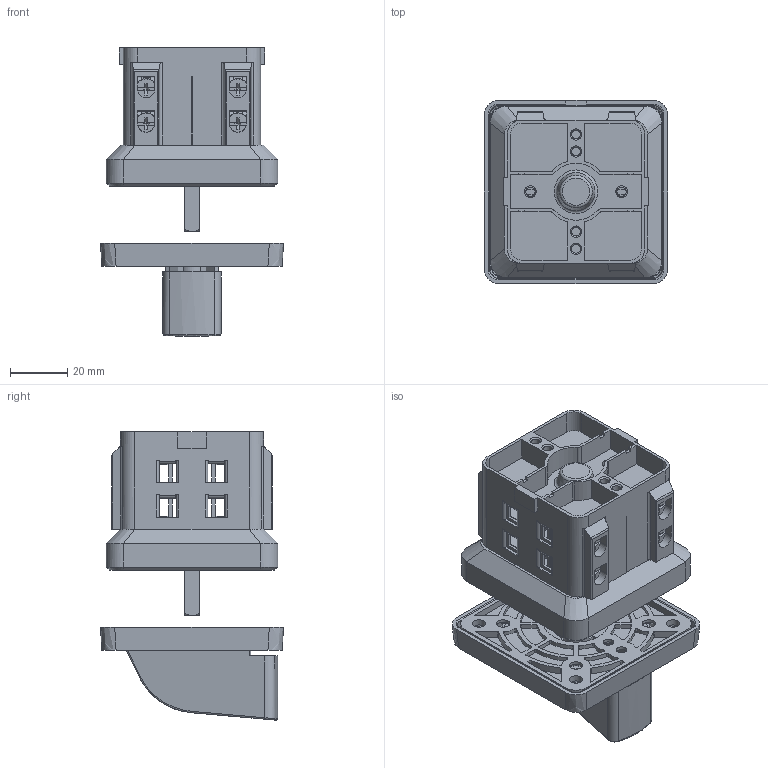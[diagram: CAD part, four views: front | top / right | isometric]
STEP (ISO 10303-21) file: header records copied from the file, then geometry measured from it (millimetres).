
FILE_DESCRIPTION(/* description */ ('Unknown'),/* implementation_level */ '2;1');
FILE_NAME(/* name */ '315.007',/* time_stamp */ '2025-11-20T11:37:54-03:00',/* author */ ('Unknown'),/* organization */ ('Unknown'),/* preprocessor_version */ 'ST-DEVELOPER v16.7',/* originating_system */ 'Solid Edge',/* authorisation */ 'Unknown');
FILE_SCHEMA (('AUTOMOTIVE_DESIGN {1 0 10303 214 3 1 1}'));
Products named in the file (1): 315.007
Bounding box: 64 x 64 x 100.78 mm (x, y, z)
Volume: 76464.2 mm3; surface area: 86879.8 mm2
Topology: 2 solids, 8 shells, 2653 faces, 7395 edges, 4606 vertices
Faces by surface type: plane 1888, cylinder 615, bspline 73, cone 55, torus 22
Full cylindrical faces by diameter (mm): 2.3 x2, 3 x8, 3.2 x2, 3.242 x2, 3.7 x4, 3.9 x8, 4.2 x6, 4.5 x12, 5 x48, 7.5 x8, 8.2 x3, 8.5 x1, 8.9 x2, 9 x4, 11 x1, 12 x1, 22.5 x1, 26.2 x1, 47 x1
Entity records: 98163 total; most frequent: CARTESIAN_POINT 32345, ORIENTED_EDGE 14078, DIRECTION 13129, EDGE_CURVE 7039, LINE 5203, VECTOR 5203, VERTEX_POINT 4414, AXIS2_PLACEMENT_3D 3963
